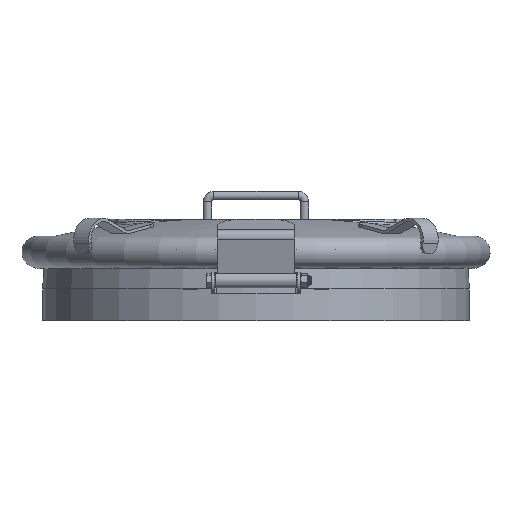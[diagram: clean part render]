
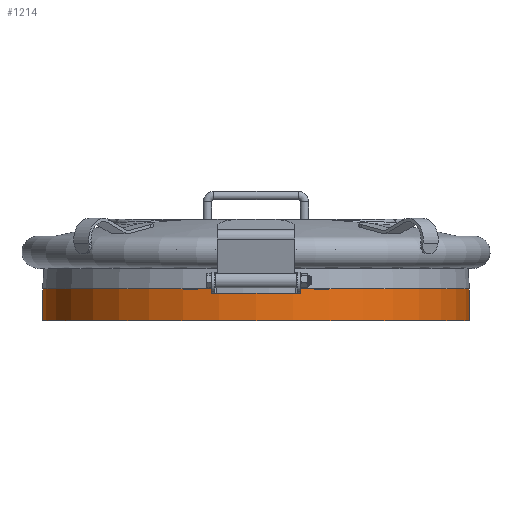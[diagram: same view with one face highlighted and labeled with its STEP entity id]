
A CAD part, left-side view. The second image highlights one B-rep face of the part: STEP entity #1214.
In plain terms, the highlighted cylindrical face has radius 202 mm (diameter 404 mm), a full revolution.
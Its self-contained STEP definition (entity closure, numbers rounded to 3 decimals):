
#1214 = ADVANCED_FACE( '', ( #2634, #2635 ), #2636, .T. );
#2634 = FACE_OUTER_BOUND( '', #4587, .T. );
#2635 = FACE_OUTER_BOUND( '', #4588, .T. );
#2636 = CYLINDRICAL_SURFACE( '', #4589, 202. );
#4587 = EDGE_LOOP( '', ( #12269 ) );
#4588 = EDGE_LOOP( '', ( #12270 ) );
#4589 = AXIS2_PLACEMENT_3D( '', #12271, #12272, #12273 );
#12269 = ORIENTED_EDGE( '', *, *, #17331, .T. );
#12270 = ORIENTED_EDGE( '', *, *, #17332, .F. );
#12271 = CARTESIAN_POINT( '', ( 0., 0., 0. ) );
#12272 = DIRECTION( '', ( 0., 0., -1. ) );
#12273 = DIRECTION( '', ( 1., 0., 0. ) );
#17331 = EDGE_CURVE( '', #19505, #19505, #19506, .T. );
#17332 = EDGE_CURVE( '', #19507, #19507, #19508, .T. );
#19505 = VERTEX_POINT( '', #22729 );
#19506 = CIRCLE( '', #22730, 202. );
#19507 = VERTEX_POINT( '', #22731 );
#19508 = CIRCLE( '', #22732, 202. );
#22729 = CARTESIAN_POINT( '', ( 202., 0., 0. ) );
#22730 = AXIS2_PLACEMENT_3D( '', #30244, #30245, #30246 );
#22731 = CARTESIAN_POINT( '', ( 202., 0., 30.003 ) );
#22732 = AXIS2_PLACEMENT_3D( '', #30247, #30248, #30249 );
#30244 = CARTESIAN_POINT( '', ( 0., 0., 0. ) );
#30245 = DIRECTION( '', ( 0., 0., 1. ) );
#30246 = DIRECTION( '', ( 1., 0., 0. ) );
#30247 = CARTESIAN_POINT( '', ( 0., 0., 30.003 ) );
#30248 = DIRECTION( '', ( 0., 0., 1. ) );
#30249 = DIRECTION( '', ( 1., 0., 0. ) );
